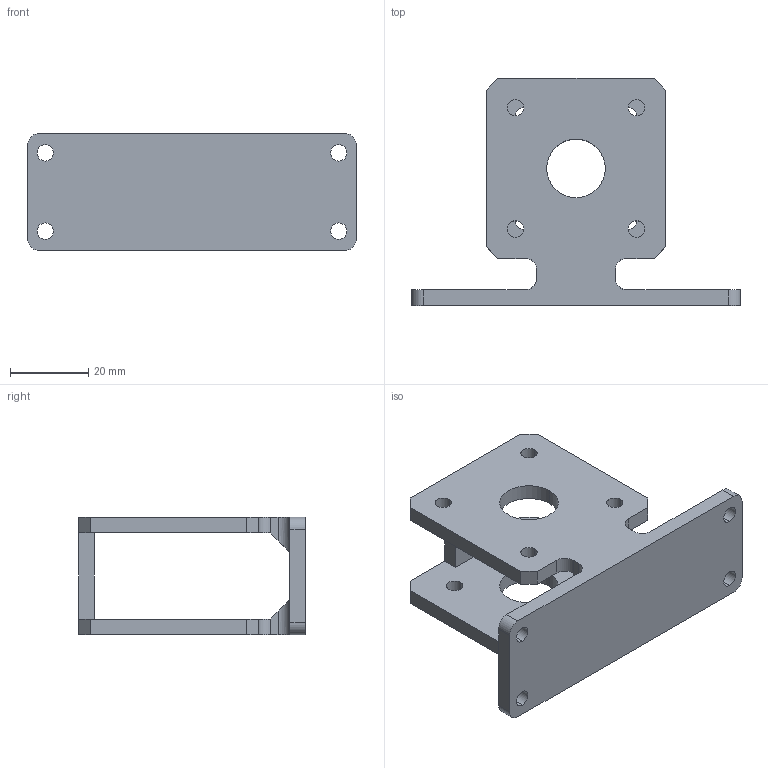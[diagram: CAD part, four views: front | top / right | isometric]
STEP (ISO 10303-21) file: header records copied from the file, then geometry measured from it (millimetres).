
FILE_DESCRIPTION (( 'STEP AP203' ), '1' );
FILE_NAME ('减速器与电机链接件（数量1）.STEP', '2021-09-27T07:47:00', ( '' ), ( '' ), 'SwSTEP 2.0', 'SolidWorks 2018', '' );
FILE_SCHEMA (( 'CONFIG_CONTROL_DESIGN' ));
Length unit declared in the file: millimetre
Products named in the file (1): 减速器与电机链接件（数量1）
Bounding box: 84 x 58 x 30 mm (x, y, z)
Volume: 27949.6 mm3; surface area: 16756.1 mm2
Topology: 1 solids, 1 shells, 74 faces, 218 edges, 144 vertices
Faces by surface type: cylinder 40, plane 34
Entity records: 2623 total; most frequent: CARTESIAN_POINT 449, DIRECTION 440, ORIENTED_EDGE 436, EDGE_CURVE 218, AXIS2_PLACEMENT_3D 151, VERTEX_POINT 144, LINE 138, VECTOR 138
